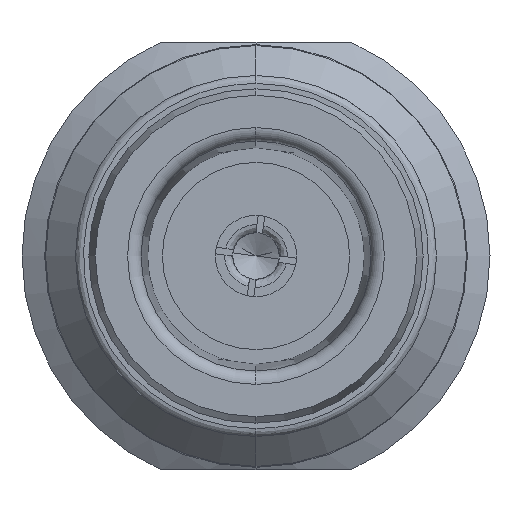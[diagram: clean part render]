
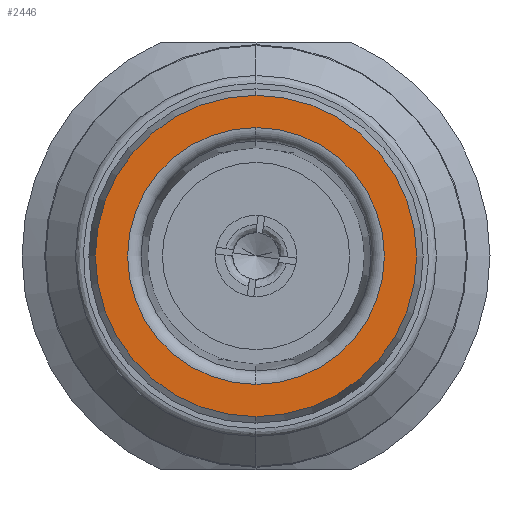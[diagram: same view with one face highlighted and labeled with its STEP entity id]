
A CAD part, left-side view. The second image highlights one B-rep face of the part: STEP entity #2446.
In plain terms, the highlighted planar face has unit normal (-1, 0, 0).
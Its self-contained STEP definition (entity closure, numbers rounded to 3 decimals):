
#30 = DIRECTION ( 'NONE',  ( 1., 0., 0. ) ) ;
#207 = EDGE_CURVE ( 'NONE', #2499, #3176, #2761, .T. ) ;
#346 = ORIENTED_EDGE ( 'NONE', *, *, #207, .F. ) ;
#391 = AXIS2_PLACEMENT_3D ( 'NONE', #3062, #1478, #3079 ) ;
#423 = DIRECTION ( 'NONE',  ( 1., 0., 0. ) ) ;
#558 = VERTEX_POINT ( 'NONE', #793 ) ;
#600 = EDGE_CURVE ( 'NONE', #3176, #2499, #3560, .T. ) ;
#650 = CARTESIAN_POINT ( 'NONE',  ( 0.1, 0., -6.009 ) ) ;
#793 = CARTESIAN_POINT ( 'NONE',  ( 0.1, 0., -4.8 ) ) ;
#1008 = DIRECTION ( 'NONE',  ( 0., 0., -1. ) ) ;
#1093 = EDGE_LOOP ( 'NONE', ( #346, #4018 ) ) ;
#1126 = AXIS2_PLACEMENT_3D ( 'NONE', #2348, #423, #1391 ) ;
#1215 = FACE_BOUND ( 'NONE', #3394, .T. ) ;
#1324 = DIRECTION ( 'NONE',  ( 0., 0., -1. ) ) ;
#1391 = DIRECTION ( 'NONE',  ( 0., 0., -1. ) ) ;
#1478 = DIRECTION ( 'NONE',  ( 1., 0., 0. ) ) ;
#1569 = PLANE ( 'NONE',  #2502 ) ;
#1630 = CARTESIAN_POINT ( 'NONE',  ( 0.1, 0., 6.009 ) ) ;
#1639 = CIRCLE ( 'NONE', #1126, 4.8 ) ;
#1648 = CARTESIAN_POINT ( 'NONE',  ( 0.1, 0., 0. ) ) ;
#2348 = CARTESIAN_POINT ( 'NONE',  ( 0.1, 0., 0. ) ) ;
#2372 = FACE_OUTER_BOUND ( 'NONE', #1093, .T. ) ;
#2391 = CARTESIAN_POINT ( 'NONE',  ( 0.1, 0., 0. ) ) ;
#2403 = DIRECTION ( 'NONE',  ( 1., 0., 0. ) ) ;
#2446 = ADVANCED_FACE ( 'NONE', ( #1215, #2372 ), #1569, .F. ) ;
#2469 = EDGE_CURVE ( 'NONE', #2934, #558, #3886, .T. ) ;
#2499 = VERTEX_POINT ( 'NONE', #650 ) ;
#2502 = AXIS2_PLACEMENT_3D ( 'NONE', #2943, #30, #1324 ) ;
#2581 = DIRECTION ( 'NONE',  ( 1., 0., 0. ) ) ;
#2625 = ORIENTED_EDGE ( 'NONE', *, *, #3424, .T. ) ;
#2743 = DIRECTION ( 'NONE',  ( 0., 0., -1. ) ) ;
#2761 = CIRCLE ( 'NONE', #3752, 6.009 ) ;
#2934 = VERTEX_POINT ( 'NONE', #4135 ) ;
#2943 = CARTESIAN_POINT ( 'NONE',  ( 0.1, 4.8, 0. ) ) ;
#3062 = CARTESIAN_POINT ( 'NONE',  ( 0.1, 0., 0. ) ) ;
#3079 = DIRECTION ( 'NONE',  ( 0., 0., -1. ) ) ;
#3176 = VERTEX_POINT ( 'NONE', #1630 ) ;
#3394 = EDGE_LOOP ( 'NONE', ( #2625, #3489 ) ) ;
#3424 = EDGE_CURVE ( 'NONE', #558, #2934, #1639, .T. ) ;
#3489 = ORIENTED_EDGE ( 'NONE', *, *, #2469, .T. ) ;
#3518 = AXIS2_PLACEMENT_3D ( 'NONE', #1648, #2581, #1008 ) ;
#3560 = CIRCLE ( 'NONE', #391, 6.009 ) ;
#3752 = AXIS2_PLACEMENT_3D ( 'NONE', #2391, #2403, #2743 ) ;
#3886 = CIRCLE ( 'NONE', #3518, 4.8 ) ;
#4018 = ORIENTED_EDGE ( 'NONE', *, *, #600, .F. ) ;
#4135 = CARTESIAN_POINT ( 'NONE',  ( 0.1, 0., 4.8 ) ) ;
